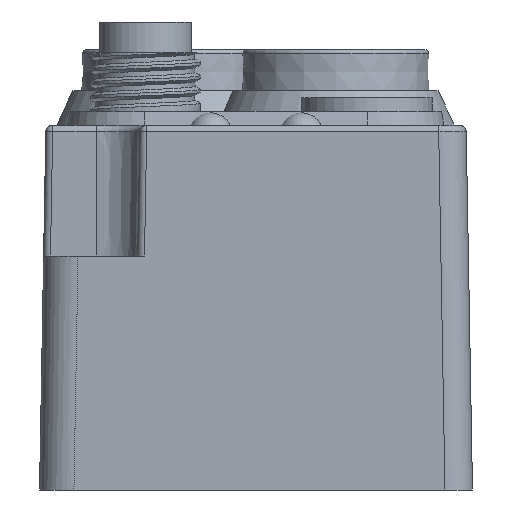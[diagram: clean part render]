
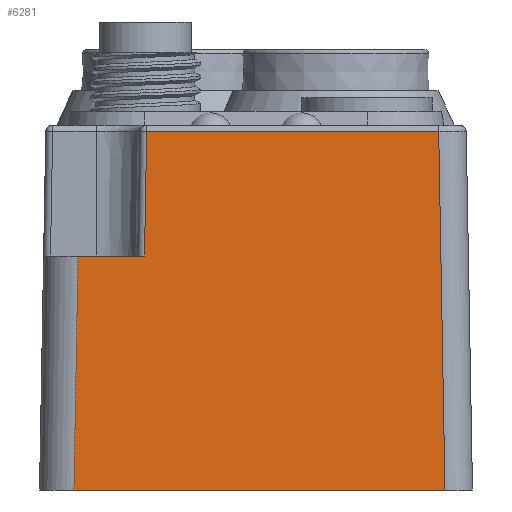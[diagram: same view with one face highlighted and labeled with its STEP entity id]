
A CAD part, front view. The second image highlights one B-rep face of the part: STEP entity #6281.
In plain terms, the highlighted planar face has unit normal (0, -1, 0.018).
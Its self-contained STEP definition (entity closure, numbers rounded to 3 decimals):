
#6281=ADVANCED_FACE('',(#7269),#6929,.T.);
#6929=PLANE('',#14028);
#7269=FACE_OUTER_BOUND('',#7767,.T.);
#7767=EDGE_LOOP('',(#8851,#8852,#8853,#8854,#8855,#8856));
#8851=ORIENTED_EDGE('',*,*,#11777,.F.);
#8852=ORIENTED_EDGE('',*,*,#11918,.T.);
#8853=ORIENTED_EDGE('',*,*,#11909,.T.);
#8854=ORIENTED_EDGE('',*,*,#11903,.T.);
#8855=ORIENTED_EDGE('',*,*,#11906,.T.);
#8856=ORIENTED_EDGE('',*,*,#11917,.T.);
#10952=VERTEX_POINT('',#18008);
#10953=VERTEX_POINT('',#18010);
#11056=VERTEX_POINT('',#18257);
#11061=VERTEX_POINT('',#18274);
#11062=VERTEX_POINT('',#18281);
#11064=VERTEX_POINT('',#18287);
#11777=EDGE_CURVE('',#10952,#10953,#12927,.T.);
#11903=EDGE_CURVE('',#11056,#11061,#13005,.T.);
#11906=EDGE_CURVE('',#11061,#11062,#13006,.T.);
#11909=EDGE_CURVE('',#11064,#11056,#13007,.T.);
#11917=EDGE_CURVE('',#11062,#10953,#13010,.T.);
#11918=EDGE_CURVE('',#10952,#11064,#13011,.T.);
#12927=LINE('',#18009,#13437);
#13005=LINE('',#18275,#13515);
#13006=LINE('',#18280,#13516);
#13007=LINE('',#18286,#13517);
#13010=LINE('',#18317,#13520);
#13011=LINE('',#18319,#13521);
#13437=VECTOR('',#15136,1.);
#13515=VECTOR('',#15340,1.);
#13516=VECTOR('',#15349,1.);
#13517=VECTOR('',#15356,1.);
#13520=VECTOR('',#15389,1.);
#13521=VECTOR('',#15392,1.);
#14028=AXIS2_PLACEMENT_3D('',#18320,#15393,#15394);
#15136=DIRECTION('',(-1.,0.,0.));
#15340=DIRECTION('',(-0.017,-0.017,-1.));
#15349=DIRECTION('',(-1.,0.,0.));
#15356=DIRECTION('',(-1.,0.,0.));
#15389=DIRECTION('',(-0.017,-0.017,-1.));
#15392=DIRECTION('',(-0.017,0.017,1.));
#15393=DIRECTION('',(0.,-1.,0.017));
#15394=DIRECTION('',(0.,-0.017,-1.));
#18008=CARTESIAN_POINT('',(-26.377,-202.263,-26.5));
#18009=CARTESIAN_POINT('',(-40.104,-202.263,-26.5));
#18010=CARTESIAN_POINT('',(-53.331,-202.263,-26.5));
#18257=CARTESIAN_POINT('',(-48.047,-201.809,-0.491));
#18274=CARTESIAN_POINT('',(-48.204,-201.966,-9.5));
#18275=CARTESIAN_POINT('',(-48.271,-202.034,-13.357));
#18280=CARTESIAN_POINT('',(-52.454,-201.966,-9.5));
#18281=CARTESIAN_POINT('',(-53.034,-201.966,-9.5));
#18286=CARTESIAN_POINT('',(-40.104,-201.809,-0.491));
#18287=CARTESIAN_POINT('',(-26.831,-201.809,-0.491));
#18317=CARTESIAN_POINT('',(-53.1,-202.032,-13.276));
#18319=CARTESIAN_POINT('',(-26.608,-202.032,-13.267));
#18320=CARTESIAN_POINT('',(-40.104,-202.036,-13.5));
